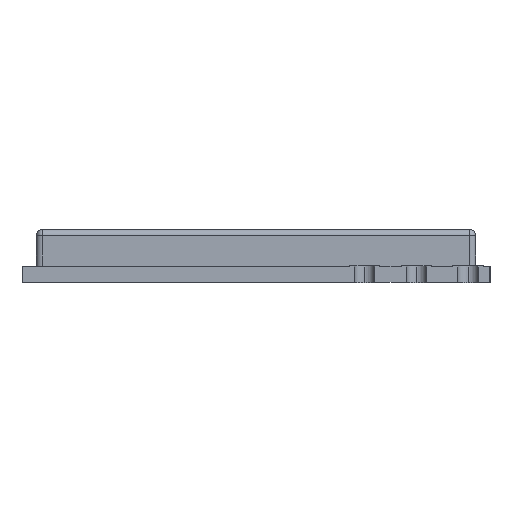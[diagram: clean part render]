
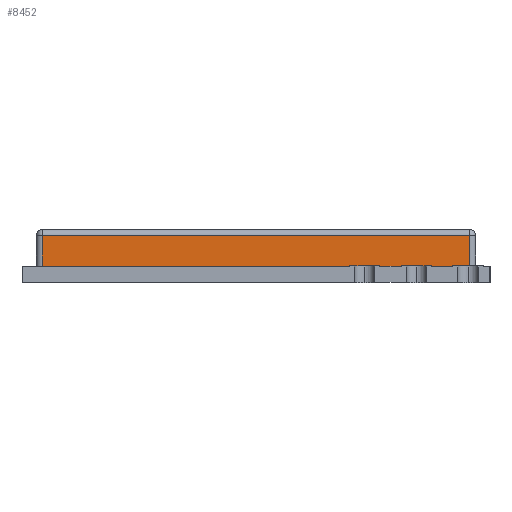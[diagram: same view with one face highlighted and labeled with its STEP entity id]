
A CAD part, left-side view. The second image highlights one B-rep face of the part: STEP entity #8452.
In plain terms, the highlighted planar face has unit normal (-1, 0, 0).
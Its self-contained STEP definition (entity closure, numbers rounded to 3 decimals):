
#80 = CARTESIAN_POINT ( 'NONE',  ( -13.3, -10.8, 39.465 ) ) ;
#117 = CARTESIAN_POINT ( 'NONE',  ( -13.3, -8.149, 0.8 ) ) ;
#146 = VERTEX_POINT ( 'NONE', #11232 ) ;
#222 = DIRECTION ( 'NONE',  ( 0., 1., 0. ) ) ;
#252 = CARTESIAN_POINT ( 'NONE',  ( -13.3, -10.8, 0.8 ) ) ;
#603 = EDGE_CURVE ( 'NONE', #1122, #7421, #14928, .T. ) ;
#746 = CARTESIAN_POINT ( 'NONE',  ( -13.3, -10.151, 0.8 ) ) ;
#932 = LINE ( 'NONE', #15012, #12865 ) ;
#1092 = CARTESIAN_POINT ( 'NONE',  ( -13.3, 10.5, 2.3 ) ) ;
#1119 = VECTOR ( 'NONE', #9654, 1000. ) ;
#1122 = VERTEX_POINT ( 'NONE', #117 ) ;
#1444 = VECTOR ( 'NONE', #3650, 1000. ) ;
#1455 = VECTOR ( 'NONE', #9686, 1000. ) ;
#1580 = CARTESIAN_POINT ( 'NONE',  ( -13.3, -10.5, 39.465 ) ) ;
#1610 = ORIENTED_EDGE ( 'NONE', *, *, #10257, .T. ) ;
#1963 = VECTOR ( 'NONE', #222, 1000. ) ;
#2039 = VECTOR ( 'NONE', #10084, 1000. ) ;
#2093 = VERTEX_POINT ( 'NONE', #4896 ) ;
#2457 = VERTEX_POINT ( 'NONE', #1092 ) ;
#2782 = VECTOR ( 'NONE', #5660, 1000. ) ;
#2788 = VECTOR ( 'NONE', #7587, 1000. ) ;
#2851 = LINE ( 'NONE', #11966, #2788 ) ;
#2976 = DIRECTION ( 'NONE',  ( 0., -1., 0. ) ) ;
#3006 = VERTEX_POINT ( 'NONE', #13185 ) ;
#3036 = DIRECTION ( 'NONE',  ( 1., 0., 0. ) ) ;
#3155 = VERTEX_POINT ( 'NONE', #11778 ) ;
#3650 = DIRECTION ( 'NONE',  ( 0., 0., -1. ) ) ;
#4103 = VERTEX_POINT ( 'NONE', #17326 ) ;
#4254 = ORIENTED_EDGE ( 'NONE', *, *, #7248, .T. ) ;
#4496 = ORIENTED_EDGE ( 'NONE', *, *, #14146, .F. ) ;
#4782 = LINE ( 'NONE', #15588, #1444 ) ;
#4795 = CARTESIAN_POINT ( 'NONE',  ( -13.3, -5.071, 0.8 ) ) ;
#4896 = CARTESIAN_POINT ( 'NONE',  ( -13.3, -8.149, 0.81 ) ) ;
#5026 = VERTEX_POINT ( 'NONE', #15178 ) ;
#5077 = EDGE_CURVE ( 'NONE', #2093, #1122, #6069, .T. ) ;
#5312 = EDGE_CURVE ( 'NONE', #4103, #3155, #16579, .T. ) ;
#5659 = CARTESIAN_POINT ( 'NONE',  ( -13.3, -5.609, 0.81 ) ) ;
#5660 = DIRECTION ( 'NONE',  ( 0., 0., -1. ) ) ;
#5852 = CARTESIAN_POINT ( 'NONE',  ( -13.3, -10.151, 0.81 ) ) ;
#5887 = LINE ( 'NONE', #12100, #1119 ) ;
#6069 = LINE ( 'NONE', #10247, #2782 ) ;
#6203 = CARTESIAN_POINT ( 'NONE',  ( -13.3, 0., 0.81 ) ) ;
#6280 = ORIENTED_EDGE ( 'NONE', *, *, #5312, .T. ) ;
#6304 = LINE ( 'NONE', #13994, #8906 ) ;
#6606 = CARTESIAN_POINT ( 'NONE',  ( -13.3, -5.071, 0.8 ) ) ;
#7248 = EDGE_CURVE ( 'NONE', #7421, #15518, #9784, .T. ) ;
#7313 = CARTESIAN_POINT ( 'NONE',  ( -13.3, -7.611, 0.8 ) ) ;
#7400 = ORIENTED_EDGE ( 'NONE', *, *, #17678, .T. ) ;
#7421 = VERTEX_POINT ( 'NONE', #8526 ) ;
#7587 = DIRECTION ( 'NONE',  ( 0., 1., 0. ) ) ;
#7819 = CARTESIAN_POINT ( 'NONE',  ( -13.3, -7.611, 0.81 ) ) ;
#8452 = ADVANCED_FACE ( 'NONE', ( #11653 ), #17805, .F. ) ;
#8526 = CARTESIAN_POINT ( 'NONE',  ( -13.3, -10.151, 0.8 ) ) ;
#8820 = ORIENTED_EDGE ( 'NONE', *, *, #14213, .T. ) ;
#8906 = VECTOR ( 'NONE', #12778, 1000. ) ;
#9479 = ORIENTED_EDGE ( 'NONE', *, *, #603, .T. ) ;
#9654 = DIRECTION ( 'NONE',  ( 0., 1., 0. ) ) ;
#9686 = DIRECTION ( 'NONE',  ( 0., -1., 0. ) ) ;
#9784 = LINE ( 'NONE', #746, #2039 ) ;
#9926 = ORIENTED_EDGE ( 'NONE', *, *, #16029, .T. ) ;
#10010 = LINE ( 'NONE', #6203, #1963 ) ;
#10084 = DIRECTION ( 'NONE',  ( 0., 0., 1. ) ) ;
#10181 = EDGE_CURVE ( 'NONE', #146, #13487, #10591, .T. ) ;
#10247 = CARTESIAN_POINT ( 'NONE',  ( -13.3, -8.149, 0.8 ) ) ;
#10257 = EDGE_CURVE ( 'NONE', #3155, #2457, #5887, .T. ) ;
#10327 = ORIENTED_EDGE ( 'NONE', *, *, #12617, .T. ) ;
#10364 = EDGE_CURVE ( 'NONE', #11717, #5026, #6304, .T. ) ;
#10591 = LINE ( 'NONE', #7313, #12764 ) ;
#11140 = EDGE_CURVE ( 'NONE', #2093, #13487, #2851, .T. ) ;
#11232 = CARTESIAN_POINT ( 'NONE',  ( -13.3, -7.611, 0.8 ) ) ;
#11609 = CARTESIAN_POINT ( 'NONE',  ( -13.3, 10.5, 0.8 ) ) ;
#11653 = FACE_OUTER_BOUND ( 'NONE', #13625, .T. ) ;
#11717 = VERTEX_POINT ( 'NONE', #5659 ) ;
#11778 = CARTESIAN_POINT ( 'NONE',  ( -13.3, -10.5, 2.3 ) ) ;
#11966 = CARTESIAN_POINT ( 'NONE',  ( -13.3, 0., 0.81 ) ) ;
#12023 = CARTESIAN_POINT ( 'NONE',  ( -13.3, -10.8, 0.8 ) ) ;
#12100 = CARTESIAN_POINT ( 'NONE',  ( -13.3, 10.8, 2.3 ) ) ;
#12111 = CARTESIAN_POINT ( 'NONE',  ( -13.3, -10.8, 0.8 ) ) ;
#12341 = DIRECTION ( 'NONE',  ( 0., 0., 1. ) ) ;
#12617 = EDGE_CURVE ( 'NONE', #2457, #14116, #932, .T. ) ;
#12650 = VECTOR ( 'NONE', #14594, 1000. ) ;
#12764 = VECTOR ( 'NONE', #16632, 1000. ) ;
#12778 = DIRECTION ( 'NONE',  ( 0., 1., 0. ) ) ;
#12794 = ORIENTED_EDGE ( 'NONE', *, *, #5077, .T. ) ;
#12865 = VECTOR ( 'NONE', #16426, 1000. ) ;
#13185 = CARTESIAN_POINT ( 'NONE',  ( -13.3, -5.609, 0.8 ) ) ;
#13487 = VERTEX_POINT ( 'NONE', #7819 ) ;
#13505 = VERTEX_POINT ( 'NONE', #4795 ) ;
#13577 = ORIENTED_EDGE ( 'NONE', *, *, #11140, .F. ) ;
#13625 = EDGE_LOOP ( 'NONE', ( #4496, #6280, #1610, #10327, #9926, #8820, #19759, #7400, #18763, #13991, #13577, #12794, #9479, #4254 ) ) ;
#13991 = ORIENTED_EDGE ( 'NONE', *, *, #10181, .T. ) ;
#13994 = CARTESIAN_POINT ( 'NONE',  ( -13.3, 0., 0.81 ) ) ;
#14116 = VERTEX_POINT ( 'NONE', #11609 ) ;
#14146 = EDGE_CURVE ( 'NONE', #4103, #15518, #10010, .T. ) ;
#14213 = EDGE_CURVE ( 'NONE', #13505, #5026, #14293, .T. ) ;
#14293 = LINE ( 'NONE', #6606, #12650 ) ;
#14518 = VECTOR ( 'NONE', #2976, 1000. ) ;
#14594 = DIRECTION ( 'NONE',  ( 0., 0., 1. ) ) ;
#14928 = LINE ( 'NONE', #12023, #19226 ) ;
#14976 = AXIS2_PLACEMENT_3D ( 'NONE', #80, #3036, #17001 ) ;
#15012 = CARTESIAN_POINT ( 'NONE',  ( -13.3, 10.5, 39.465 ) ) ;
#15178 = CARTESIAN_POINT ( 'NONE',  ( -13.3, -5.071, 0.81 ) ) ;
#15237 = EDGE_CURVE ( 'NONE', #3006, #146, #16531, .T. ) ;
#15518 = VERTEX_POINT ( 'NONE', #5852 ) ;
#15588 = CARTESIAN_POINT ( 'NONE',  ( -13.3, -5.609, 0.8 ) ) ;
#16029 = EDGE_CURVE ( 'NONE', #14116, #13505, #18764, .T. ) ;
#16426 = DIRECTION ( 'NONE',  ( 0., 0., -1. ) ) ;
#16531 = LINE ( 'NONE', #12111, #14518 ) ;
#16579 = LINE ( 'NONE', #1580, #18735 ) ;
#16632 = DIRECTION ( 'NONE',  ( 0., 0., 1. ) ) ;
#17001 = DIRECTION ( 'NONE',  ( 0., 0., -1. ) ) ;
#17326 = CARTESIAN_POINT ( 'NONE',  ( -13.3, -10.5, 0.81 ) ) ;
#17678 = EDGE_CURVE ( 'NONE', #11717, #3006, #4782, .T. ) ;
#17805 = PLANE ( 'NONE',  #14976 ) ;
#18735 = VECTOR ( 'NONE', #12341, 1000. ) ;
#18763 = ORIENTED_EDGE ( 'NONE', *, *, #15237, .T. ) ;
#18764 = LINE ( 'NONE', #252, #1455 ) ;
#19226 = VECTOR ( 'NONE', #19771, 1000. ) ;
#19759 = ORIENTED_EDGE ( 'NONE', *, *, #10364, .F. ) ;
#19771 = DIRECTION ( 'NONE',  ( 0., -1., 0. ) ) ;
